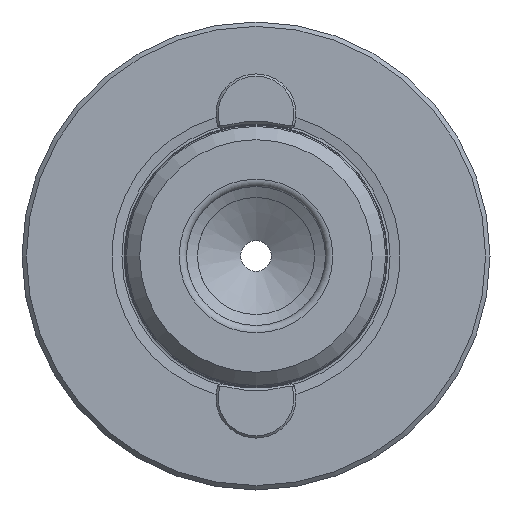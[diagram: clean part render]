
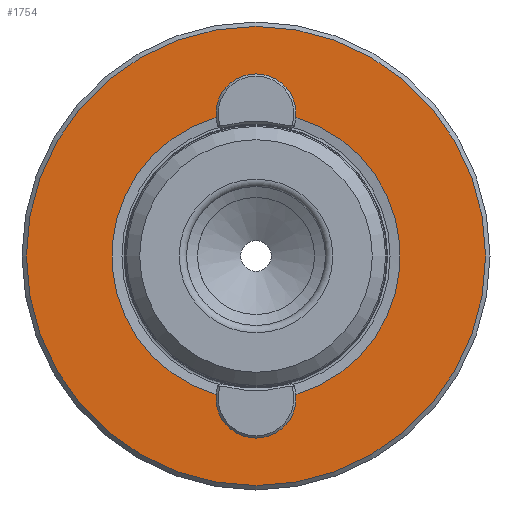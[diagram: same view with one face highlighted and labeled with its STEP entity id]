
A CAD part, left-side view. The second image highlights one B-rep face of the part: STEP entity #1754.
In plain terms, the highlighted planar face has unit normal (-1, 0, 0).
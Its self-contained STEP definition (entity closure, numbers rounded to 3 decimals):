
#21 = EDGE_LOOP ( 'NONE', ( #2895, #3008, #1783, #2167 ) ) ;
#33 = AXIS2_PLACEMENT_3D ( 'NONE', #726, #1706, #1422 ) ;
#81 = CARTESIAN_POINT ( 'NONE',  ( 0., 0., 0. ) ) ;
#130 = AXIS2_PLACEMENT_3D ( 'NONE', #2850, #966, #2158 ) ;
#138 = CARTESIAN_POINT ( 'NONE',  ( 0., 0., 31.4 ) ) ;
#210 = CARTESIAN_POINT ( 'NONE',  ( 0., 2.305, 19.58 ) ) ;
#237 = CIRCLE ( 'NONE', #831, 19.715 ) ;
#272 = DIRECTION ( 'NONE',  ( 0., 0., 1. ) ) ;
#312 = DIRECTION ( 'NONE',  ( -1., 0., 0. ) ) ;
#333 = DIRECTION ( 'NONE',  ( 0., 0., 1. ) ) ;
#335 = EDGE_CURVE ( 'NONE', #656, #656, #1971, .T. ) ;
#415 = VERTEX_POINT ( 'NONE', #1270 ) ;
#469 = DIRECTION ( 'NONE',  ( -1., 0., 0. ) ) ;
#539 = AXIS2_PLACEMENT_3D ( 'NONE', #2801, #469, #1640 ) ;
#541 = DIRECTION ( 'NONE',  ( -1., 0., 0. ) ) ;
#544 = CARTESIAN_POINT ( 'NONE',  ( 0., -2.305, 19.58 ) ) ;
#560 = CARTESIAN_POINT ( 'NONE',  ( 0., 0., 0. ) ) ;
#578 = EDGE_CURVE ( 'NONE', #1394, #1707, #1231, .T. ) ;
#656 = VERTEX_POINT ( 'NONE', #138 ) ;
#726 = CARTESIAN_POINT ( 'NONE',  ( 0., 0., 0. ) ) ;
#763 = PLANE ( 'NONE',  #130 ) ;
#831 = AXIS2_PLACEMENT_3D ( 'NONE', #81, #312, #333 ) ;
#966 = DIRECTION ( 'NONE',  ( 1., 0., 0. ) ) ;
#1033 = DIRECTION ( 'NONE',  ( 0., 0., 1. ) ) ;
#1060 = VERTEX_POINT ( 'NONE', #2959 ) ;
#1231 = CIRCLE ( 'NONE', #539, 3. ) ;
#1242 = AXIS2_PLACEMENT_3D ( 'NONE', #560, #541, #1033 ) ;
#1270 = CARTESIAN_POINT ( 'NONE',  ( 0., 2.305, -19.58 ) ) ;
#1394 = VERTEX_POINT ( 'NONE', #544 ) ;
#1422 = DIRECTION ( 'NONE',  ( 0., 0., 1. ) ) ;
#1467 = CARTESIAN_POINT ( 'NONE',  ( 0., 0., -21.5 ) ) ;
#1640 = DIRECTION ( 'NONE',  ( 0., 0., 1. ) ) ;
#1695 = DIRECTION ( 'NONE',  ( -1., 0., 0. ) ) ;
#1706 = DIRECTION ( 'NONE',  ( -1., 0., 0. ) ) ;
#1707 = VERTEX_POINT ( 'NONE', #210 ) ;
#1754 = ADVANCED_FACE ( 'NONE', ( #2767, #2847 ), #763, .F. ) ;
#1783 = ORIENTED_EDGE ( 'NONE', *, *, #2914, .F. ) ;
#1971 = CIRCLE ( 'NONE', #1242, 31.4 ) ;
#2056 = CIRCLE ( 'NONE', #2721, 3. ) ;
#2158 = DIRECTION ( 'NONE',  ( 0., 0., -1. ) ) ;
#2167 = ORIENTED_EDGE ( 'NONE', *, *, #2777, .F. ) ;
#2375 = EDGE_CURVE ( 'NONE', #1707, #415, #2625, .T. ) ;
#2444 = ORIENTED_EDGE ( 'NONE', *, *, #335, .T. ) ;
#2543 = EDGE_LOOP ( 'NONE', ( #2444 ) ) ;
#2625 = CIRCLE ( 'NONE', #33, 19.715 ) ;
#2721 = AXIS2_PLACEMENT_3D ( 'NONE', #1467, #1695, #272 ) ;
#2767 = FACE_BOUND ( 'NONE', #21, .T. ) ;
#2777 = EDGE_CURVE ( 'NONE', #415, #1060, #2056, .T. ) ;
#2801 = CARTESIAN_POINT ( 'NONE',  ( 0., 0., 21.5 ) ) ;
#2847 = FACE_OUTER_BOUND ( 'NONE', #2543, .T. ) ;
#2850 = CARTESIAN_POINT ( 'NONE',  ( 0., 0., -19.715 ) ) ;
#2895 = ORIENTED_EDGE ( 'NONE', *, *, #2375, .F. ) ;
#2914 = EDGE_CURVE ( 'NONE', #1060, #1394, #237, .T. ) ;
#2959 = CARTESIAN_POINT ( 'NONE',  ( 0., -2.305, -19.58 ) ) ;
#3008 = ORIENTED_EDGE ( 'NONE', *, *, #578, .F. ) ;
